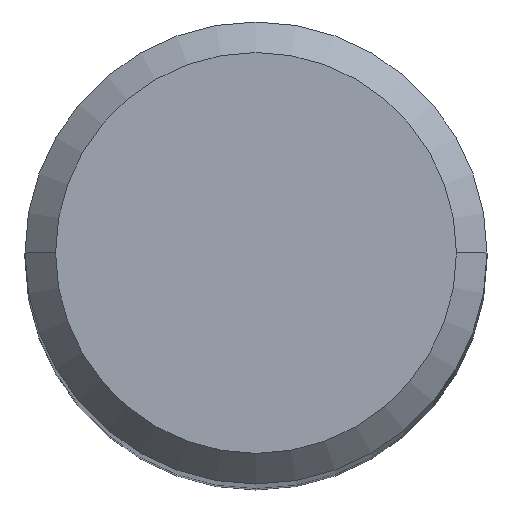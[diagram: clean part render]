
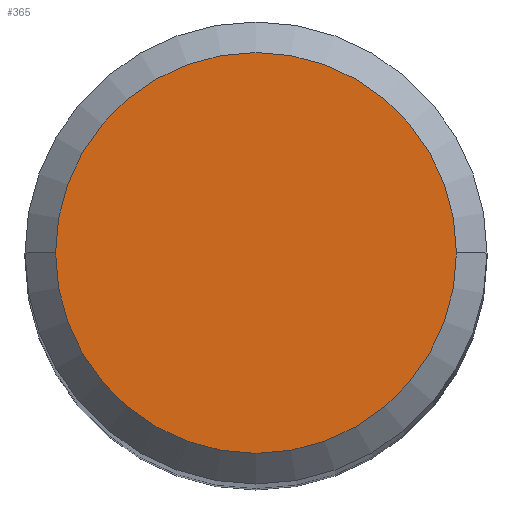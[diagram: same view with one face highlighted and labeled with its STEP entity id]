
A CAD part, top view. The second image highlights one B-rep face of the part: STEP entity #365.
In plain terms, the highlighted planar face has unit normal (0, 0, 1).
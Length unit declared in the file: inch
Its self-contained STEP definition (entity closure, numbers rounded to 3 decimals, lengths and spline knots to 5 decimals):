
#23 = EDGE_CURVE ( 'NONE', #197, #127, #275, .T. ) ;
#37 = DIRECTION ( 'NONE',  ( 0., 0., -1. ) ) ;
#54 = CARTESIAN_POINT ( 'NONE',  ( 0., 0., 0. ) ) ;
#69 = EDGE_CURVE ( 'NONE', #127, #197, #242, .T. ) ;
#115 = ORIENTED_EDGE ( 'NONE', *, *, #69, .T. ) ;
#121 = DIRECTION ( 'NONE',  ( 0., 0., 1. ) ) ;
#122 = CARTESIAN_POINT ( 'NONE',  ( 0.20495, 0., 0. ) ) ;
#127 = VERTEX_POINT ( 'NONE', #122 ) ;
#145 = CARTESIAN_POINT ( 'NONE',  ( 0., 0., 0. ) ) ;
#186 = CARTESIAN_POINT ( 'NONE',  ( 0., 0., 0. ) ) ;
#197 = VERTEX_POINT ( 'NONE', #339 ) ;
#198 = AXIS2_PLACEMENT_3D ( 'NONE', #54, #279, #340 ) ;
#204 = AXIS2_PLACEMENT_3D ( 'NONE', #145, #121, #207 ) ;
#205 = PLANE ( 'NONE',  #269 ) ;
#207 = DIRECTION ( 'NONE',  ( 1., 0., 0. ) ) ;
#237 = ORIENTED_EDGE ( 'NONE', *, *, #23, .T. ) ;
#242 = CIRCLE ( 'NONE', #198, 0.20495 ) ;
#256 = EDGE_LOOP ( 'NONE', ( #237, #115 ) ) ;
#269 = AXIS2_PLACEMENT_3D ( 'NONE', #186, #37, #297 ) ;
#275 = CIRCLE ( 'NONE', #204, 0.20495 ) ;
#279 = DIRECTION ( 'NONE',  ( 0., 0., 1. ) ) ;
#297 = DIRECTION ( 'NONE',  ( -1., 0., 0. ) ) ;
#339 = CARTESIAN_POINT ( 'NONE',  ( -0.20495, 0., 0. ) ) ;
#340 = DIRECTION ( 'NONE',  ( 1., 0., 0. ) ) ;
#357 = FACE_OUTER_BOUND ( 'NONE', #256, .T. ) ;
#365 = ADVANCED_FACE ( 'NONE', ( #357 ), #205, .F. ) ;
